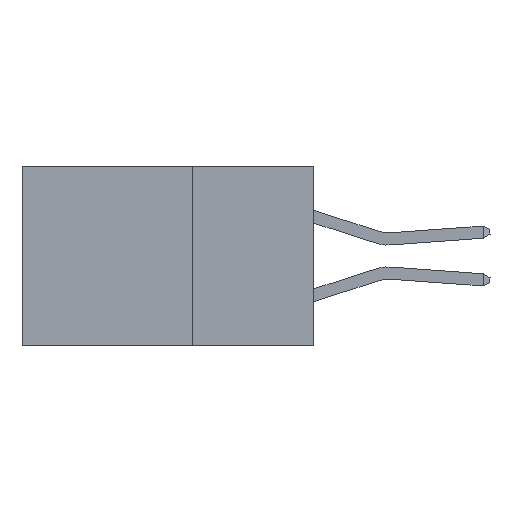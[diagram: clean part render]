
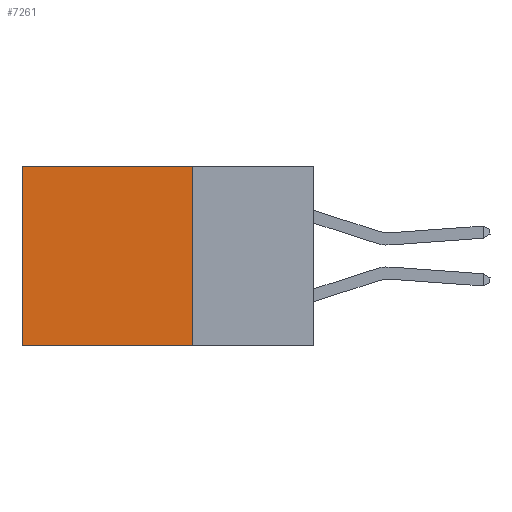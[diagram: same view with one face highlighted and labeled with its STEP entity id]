
A CAD part, left-side view. The second image highlights one B-rep face of the part: STEP entity #7261.
In plain terms, the highlighted planar face has unit normal (-1, 0, 0).
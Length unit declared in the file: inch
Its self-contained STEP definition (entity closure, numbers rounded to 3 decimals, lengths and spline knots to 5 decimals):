
#639 = ORIENTED_EDGE ( 'NONE', *, *, #5710, .T. ) ;
#1199 = DIRECTION ( 'NONE',  ( 0., 1., 0. ) ) ;
#2713 = ORIENTED_EDGE ( 'NONE', *, *, #6055, .F. ) ;
#2833 = CARTESIAN_POINT ( 'NONE',  ( 0.2875, 0.6, 0. ) ) ;
#2975 = CARTESIAN_POINT ( 'NONE',  ( 0.2875, 0.25, 0. ) ) ;
#3276 = DIRECTION ( 'NONE',  ( 0., 0., -1. ) ) ;
#3615 = VECTOR ( 'NONE', #7645, 39.37008 ) ;
#3982 = EDGE_LOOP ( 'NONE', ( #639, #21466, #2713, #4074 ) ) ;
#4074 = ORIENTED_EDGE ( 'NONE', *, *, #7806, .T. ) ;
#4168 = LINE ( 'NONE', #15993, #3615 ) ;
#4591 = PLANE ( 'NONE',  #16535 ) ;
#4958 = CARTESIAN_POINT ( 'NONE',  ( 0.2875, 0.25, 0. ) ) ;
#5710 = EDGE_CURVE ( 'NONE', #9117, #7478, #4168, .T. ) ;
#6055 = EDGE_CURVE ( 'NONE', #9845, #11815, #19636, .T. ) ;
#7045 = CARTESIAN_POINT ( 'NONE',  ( 0.2875, 0.6, -0.37 ) ) ;
#7261 = ADVANCED_FACE ( 'NONE', ( #10063 ), #4591, .F. ) ;
#7478 = VERTEX_POINT ( 'NONE', #7045 ) ;
#7645 = DIRECTION ( 'NONE',  ( 0., 0., -1. ) ) ;
#7806 = EDGE_CURVE ( 'NONE', #9845, #9117, #16767, .T. ) ;
#8110 = DIRECTION ( 'NONE',  ( 1., 0., 0. ) ) ;
#9117 = VERTEX_POINT ( 'NONE', #2833 ) ;
#9380 = CARTESIAN_POINT ( 'NONE',  ( 0.2875, 0.25, -0.37 ) ) ;
#9845 = VERTEX_POINT ( 'NONE', #4958 ) ;
#10063 = FACE_OUTER_BOUND ( 'NONE', #3982, .T. ) ;
#10940 = VECTOR ( 'NONE', #3276, 39.37008 ) ;
#11815 = VERTEX_POINT ( 'NONE', #11886 ) ;
#11886 = CARTESIAN_POINT ( 'NONE',  ( 0.2875, 0.25, -0.37 ) ) ;
#12447 = VECTOR ( 'NONE', #1199, 39.37008 ) ;
#13525 = CARTESIAN_POINT ( 'NONE',  ( 0.2875, 0.25, 0. ) ) ;
#14992 = EDGE_CURVE ( 'NONE', #11815, #7478, #20271, .T. ) ;
#15993 = CARTESIAN_POINT ( 'NONE',  ( 0.2875, 0.6, 0. ) ) ;
#16347 = CARTESIAN_POINT ( 'NONE',  ( 0.2875, 0.25, 0. ) ) ;
#16431 = VECTOR ( 'NONE', #19247, 39.37008 ) ;
#16535 = AXIS2_PLACEMENT_3D ( 'NONE', #16347, #8110, #19695 ) ;
#16767 = LINE ( 'NONE', #2975, #12447 ) ;
#19247 = DIRECTION ( 'NONE',  ( 0., 1., 0. ) ) ;
#19636 = LINE ( 'NONE', #13525, #10940 ) ;
#19695 = DIRECTION ( 'NONE',  ( 0., 0., -1. ) ) ;
#20271 = LINE ( 'NONE', #9380, #16431 ) ;
#21466 = ORIENTED_EDGE ( 'NONE', *, *, #14992, .F. ) ;
